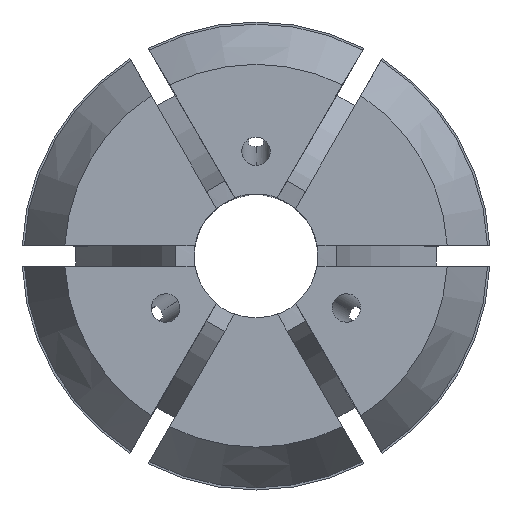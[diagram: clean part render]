
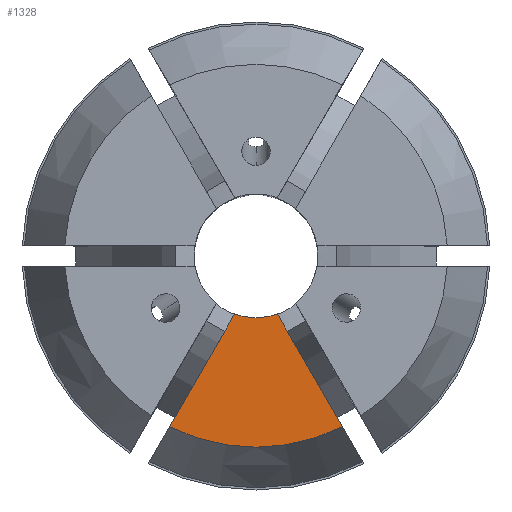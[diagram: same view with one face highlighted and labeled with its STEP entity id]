
A CAD part, top view. The second image highlights one B-rep face of the part: STEP entity #1328.
In plain terms, the highlighted planar face has unit normal (0, 0, 1).
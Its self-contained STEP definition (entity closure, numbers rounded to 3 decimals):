
#4 = DIRECTION ( 'NONE',  ( -0.5, -0.866, 0. ) ) ;
#8 = FACE_OUTER_BOUND ( 'NONE', #811, .T. ) ;
#66 = VERTEX_POINT ( 'NONE', #2698 ) ;
#76 = PLANE ( 'NONE',  #2766 ) ;
#219 = CARTESIAN_POINT ( 'NONE',  ( 0., 0., 40. ) ) ;
#338 = DIRECTION ( 'NONE',  ( 1., 0., 0. ) ) ;
#515 = DIRECTION ( 'NONE',  ( 0., 0., 1. ) ) ;
#523 = VERTEX_POINT ( 'NONE', #627 ) ;
#549 = CARTESIAN_POINT ( 'NONE',  ( 6.495, 9.75, 40. ) ) ;
#627 = CARTESIAN_POINT ( 'NONE',  ( -1.501, -4.099, 40. ) ) ;
#720 = AXIS2_PLACEMENT_3D ( 'NONE', #219, #2036, #800 ) ;
#738 = LINE ( 'NONE', #549, #3242 ) ;
#800 = DIRECTION ( 'NONE',  ( -1., 0., 0. ) ) ;
#811 = EDGE_LOOP ( 'NONE', ( #1114, #2187, #1372, #3344 ) ) ;
#874 = AXIS2_PLACEMENT_3D ( 'NONE', #2074, #515, #2686 ) ;
#986 = CIRCLE ( 'NONE', #874, 4.365 ) ;
#1114 = ORIENTED_EDGE ( 'NONE', *, *, #2964, .F. ) ;
#1205 = CIRCLE ( 'NONE', #720, 13.499 ) ;
#1328 = ADVANCED_FACE ( 'NONE', ( #8 ), #76, .T. ) ;
#1334 = DIRECTION ( 'NONE',  ( 0.5, -0.866, 0. ) ) ;
#1349 = LINE ( 'NONE', #3814, #1690 ) ;
#1372 = ORIENTED_EDGE ( 'NONE', *, *, #2605, .F. ) ;
#1517 = VERTEX_POINT ( 'NONE', #2298 ) ;
#1690 = VECTOR ( 'NONE', #1334, 1000. ) ;
#1911 = DIRECTION ( 'NONE',  ( 0., 0., 1. ) ) ;
#2036 = DIRECTION ( 'NONE',  ( 0., 0., -1. ) ) ;
#2074 = CARTESIAN_POINT ( 'NONE',  ( 0., 0., 40. ) ) ;
#2187 = ORIENTED_EDGE ( 'NONE', *, *, #3060, .T. ) ;
#2298 = CARTESIAN_POINT ( 'NONE',  ( 1.501, -4.099, 40. ) ) ;
#2605 = EDGE_CURVE ( 'NONE', #66, #3005, #1205, .T. ) ;
#2686 = DIRECTION ( 'NONE',  ( 1., 0., 0. ) ) ;
#2698 = CARTESIAN_POINT ( 'NONE',  ( 6.09, -12.048, 40. ) ) ;
#2766 = AXIS2_PLACEMENT_3D ( 'NONE', #3771, #1911, #338 ) ;
#2767 = EDGE_CURVE ( 'NONE', #1517, #66, #1349, .T. ) ;
#2964 = EDGE_CURVE ( 'NONE', #523, #1517, #986, .T. ) ;
#3005 = VERTEX_POINT ( 'NONE', #3303 ) ;
#3060 = EDGE_CURVE ( 'NONE', #523, #3005, #738, .T. ) ;
#3242 = VECTOR ( 'NONE', #4, 1000. ) ;
#3303 = CARTESIAN_POINT ( 'NONE',  ( -6.09, -12.048, 40. ) ) ;
#3344 = ORIENTED_EDGE ( 'NONE', *, *, #2767, .F. ) ;
#3771 = CARTESIAN_POINT ( 'NONE',  ( 0., 13.499, 40. ) ) ;
#3814 = CARTESIAN_POINT ( 'NONE',  ( -6.495, 9.75, 40. ) ) ;
